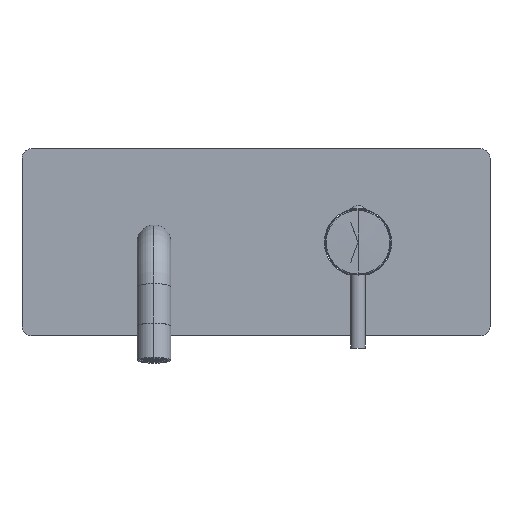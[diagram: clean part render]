
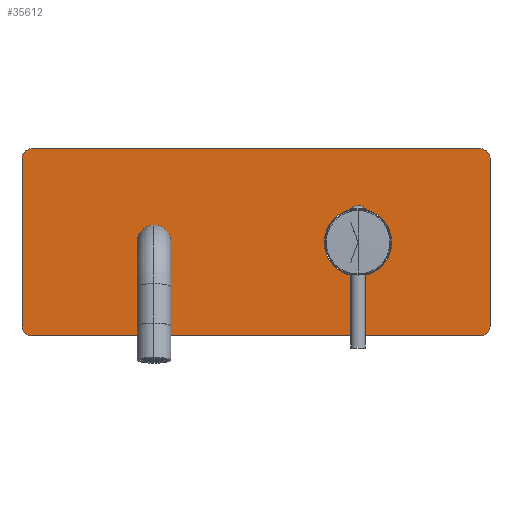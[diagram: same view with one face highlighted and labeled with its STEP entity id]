
A CAD part, top view. The second image highlights one B-rep face of the part: STEP entity #35612.
In plain terms, the highlighted planar face has unit normal (0, 0, 1).
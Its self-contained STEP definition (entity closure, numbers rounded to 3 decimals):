
#23807=CARTESIAN_POINT('',(65.5,45.,50.));
#23808=DIRECTION('',(0.,0.,1.));
#23809=DIRECTION('',(1.,0.,0.));
#23810=AXIS2_PLACEMENT_3D('',#23807,#23808,#23809);
#23812=DIRECTION('',(0.,1.,0.));
#23813=VECTOR('',#23812,90.);
#23814=CARTESIAN_POINT('',(70.5,-45.,50.));
#23815=LINE('',#23814,#23813);
#23816=CARTESIAN_POINT('',(65.5,-45.,50.));
#23817=DIRECTION('',(0.,0.,1.));
#23818=DIRECTION('',(0.,-1.,0.));
#23819=AXIS2_PLACEMENT_3D('',#23816,#23817,#23818);
#23821=DIRECTION('',(1.,0.,0.));
#23822=VECTOR('',#23821,240.);
#23823=CARTESIAN_POINT('',(-174.5,-50.,50.));
#23824=LINE('',#23823,#23822);
#23825=CARTESIAN_POINT('',(-174.5,-45.,50.));
#23826=DIRECTION('',(0.,0.,1.));
#23827=DIRECTION('',(-1.,0.,0.));
#23828=AXIS2_PLACEMENT_3D('',#23825,#23826,#23827);
#23830=DIRECTION('',(0.,-1.,0.));
#23831=VECTOR('',#23830,90.);
#23832=CARTESIAN_POINT('',(-179.5,45.,50.));
#23833=LINE('',#23832,#23831);
#23834=CARTESIAN_POINT('',(-174.5,45.,50.));
#23835=DIRECTION('',(0.,0.,1.));
#23836=DIRECTION('',(0.,1.,0.));
#23837=AXIS2_PLACEMENT_3D('',#23834,#23835,#23836);
#23839=DIRECTION('',(-1.,0.,0.));
#23840=VECTOR('',#23839,240.);
#23841=CARTESIAN_POINT('',(65.5,50.,50.));
#23842=LINE('',#23841,#23840);
#23843=CARTESIAN_POINT('',(0.,0.,50.));
#23844=DIRECTION('',(0.,0.,-1.));
#23845=DIRECTION('',(1.,0.,0.));
#23846=AXIS2_PLACEMENT_3D('',#23843,#23844,#23845);
#23848=CARTESIAN_POINT('',(0.,0.,50.));
#23849=DIRECTION('',(0.,0.,-1.));
#23850=DIRECTION('',(-1.,0.,0.));
#23851=AXIS2_PLACEMENT_3D('',#23848,#23849,#23850);
#23853=CARTESIAN_POINT('',(-109.,0.,50.));
#23854=DIRECTION('',(0.,0.,1.));
#23855=DIRECTION('',(0.,-1.,0.));
#23856=AXIS2_PLACEMENT_3D('',#23853,#23854,#23855);
#23858=CARTESIAN_POINT('',(-109.,0.,50.));
#23859=DIRECTION('',(0.,0.,1.));
#23860=DIRECTION('',(0.,1.,0.));
#23861=AXIS2_PLACEMENT_3D('',#23858,#23859,#23860);
#32883=CARTESIAN_POINT('',(18.,0.,50.));
#32884=CARTESIAN_POINT('',(-18.,0.,50.));
#32885=VERTEX_POINT('',#32883);
#32886=VERTEX_POINT('',#32884);
#32891=CARTESIAN_POINT('',(70.5,45.,50.));
#32892=VERTEX_POINT('',#32891);
#32893=CARTESIAN_POINT('',(65.5,50.,50.));
#32894=VERTEX_POINT('',#32893);
#32899=CARTESIAN_POINT('',(-174.5,50.,50.));
#32900=VERTEX_POINT('',#32899);
#32901=CARTESIAN_POINT('',(-179.5,45.,50.));
#32902=VERTEX_POINT('',#32901);
#32907=CARTESIAN_POINT('',(-179.5,-45.,50.));
#32908=VERTEX_POINT('',#32907);
#32909=CARTESIAN_POINT('',(-174.5,-50.,50.));
#32910=VERTEX_POINT('',#32909);
#32915=CARTESIAN_POINT('',(65.5,-50.,50.));
#32916=VERTEX_POINT('',#32915);
#32917=CARTESIAN_POINT('',(70.5,-45.,50.));
#32918=VERTEX_POINT('',#32917);
#32991=CARTESIAN_POINT('',(-109.,-9.,50.));
#32992=CARTESIAN_POINT('',(-109.,9.,50.));
#32993=VERTEX_POINT('',#32991);
#32994=VERTEX_POINT('',#32992);
#35585=CARTESIAN_POINT('',(0.,0.,50.));
#35586=DIRECTION('',(0.,0.,1.));
#35587=DIRECTION('',(1.,0.,0.));
#35588=AXIS2_PLACEMENT_3D('',#35585,#35586,#35587);
#35589=PLANE('',#35588);
#35590=ORIENTED_EDGE('',*,*,#35425,.F.);
#35591=ORIENTED_EDGE('',*,*,#35448,.F.);
#35592=ORIENTED_EDGE('',*,*,#35468,.F.);
#35593=ORIENTED_EDGE('',*,*,#35488,.F.);
#35594=ORIENTED_EDGE('',*,*,#35510,.F.);
#35595=ORIENTED_EDGE('',*,*,#35530,.F.);
#35596=ORIENTED_EDGE('',*,*,#35552,.F.);
#35597=ORIENTED_EDGE('',*,*,#35571,.F.);
#35598=EDGE_LOOP('',(#35590,#35591,#35592,#35593,#35594,#35595,#35596,#35597));
#35599=FACE_OUTER_BOUND('',#35598,.F.);
#35601=ORIENTED_EDGE('',*,*,#35600,.F.);
#35603=ORIENTED_EDGE('',*,*,#35602,.F.);
#35604=EDGE_LOOP('',(#35601,#35603));
#35605=FACE_BOUND('',#35604,.F.);
#35607=ORIENTED_EDGE('',*,*,#35606,.T.);
#35609=ORIENTED_EDGE('',*,*,#35608,.T.);
#35610=EDGE_LOOP('',(#35607,#35609));
#35611=FACE_BOUND('',#35610,.F.);
#35612=ADVANCED_FACE('',(#35599,#35605,#35611),#35589,.T.);
#23811=CIRCLE('',#23810,5.);
#23820=CIRCLE('',#23819,5.);
#23829=CIRCLE('',#23828,5.);
#23838=CIRCLE('',#23837,5.);
#23847=CIRCLE('',#23846,18.);
#23852=CIRCLE('',#23851,18.);
#23857=CIRCLE('',#23856,9.);
#23862=CIRCLE('',#23861,9.);
#35425=EDGE_CURVE('',#32892,#32894,#23811,.T.);
#35448=EDGE_CURVE('',#32918,#32892,#23815,.T.);
#35468=EDGE_CURVE('',#32916,#32918,#23820,.T.);
#35488=EDGE_CURVE('',#32910,#32916,#23824,.T.);
#35510=EDGE_CURVE('',#32908,#32910,#23829,.T.);
#35530=EDGE_CURVE('',#32902,#32908,#23833,.T.);
#35552=EDGE_CURVE('',#32900,#32902,#23838,.T.);
#35571=EDGE_CURVE('',#32894,#32900,#23842,.T.);
#35600=EDGE_CURVE('',#32885,#32886,#23847,.T.);
#35602=EDGE_CURVE('',#32886,#32885,#23852,.T.);
#35606=EDGE_CURVE('',#32993,#32994,#23857,.T.);
#35608=EDGE_CURVE('',#32994,#32993,#23862,.T.);
